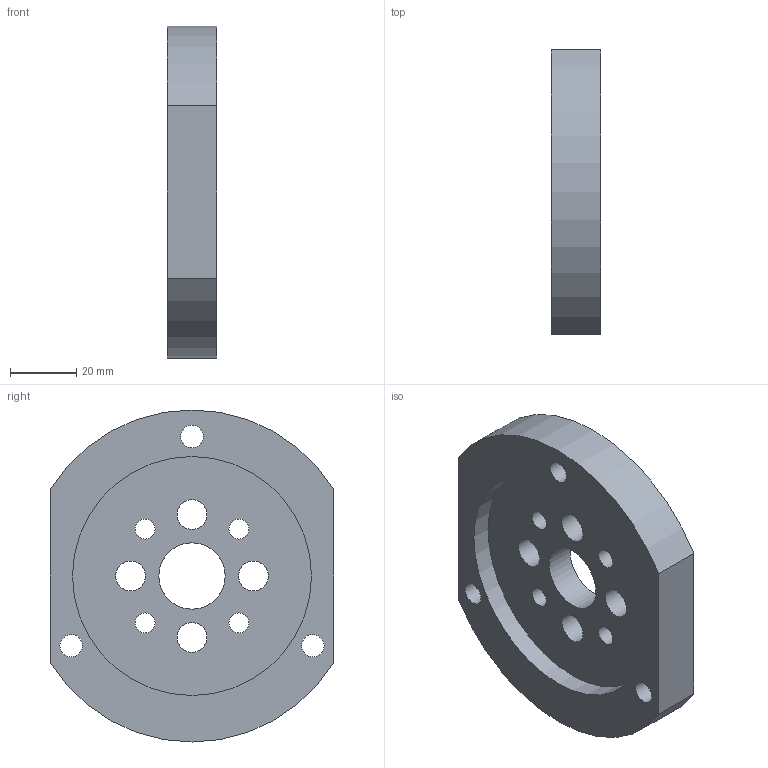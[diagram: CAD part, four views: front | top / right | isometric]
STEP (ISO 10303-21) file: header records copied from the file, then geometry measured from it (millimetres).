
FILE_DESCRIPTION(/* description */ (''),/* implementation_level */ '2;1');
FILE_NAME(/* name */ 'Schraubstock Flansch.step',/* time_stamp */ '2024-10-20T20:08:41+02:00',/* author */ (''),/* organization */ (''),/* preprocessor_version */ 'ST-DEVELOPER v20',/* originating_system */ 'Autodesk Translation Framework v13.20.0.188',/* authorisation */ '');
FILE_SCHEMA (('AUTOMOTIVE_DESIGN { 1 0 10303 214 3 1 1 }'));
Length unit declared in the file: millimetre
Products named in the file (1): Schraubstock Flansch
Bounding box: 15 x 85.53 x 100 mm (x, y, z)
Volume: 78004.3 mm3; surface area: 22322.7 mm2
Topology: 1 solids, 1 shells, 20 faces, 51 edges, 34 vertices
Faces by surface type: cylinder 15, plane 5
Full cylindrical faces by diameter (mm): 6 x4, 6.779 x3, 9 x4, 20 x1, 72 x1
Entity records: 706 total; most frequent: DIRECTION 123, CARTESIAN_POINT 106, ORIENTED_EDGE 102, EDGE_CURVE 51, AXIS2_PLACEMENT_3D 51, EDGE_LOOP 45, VERTEX_POINT 34, CIRCLE 30
